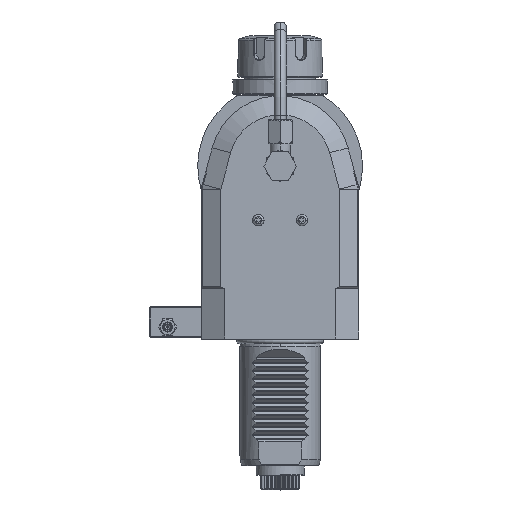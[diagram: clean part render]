
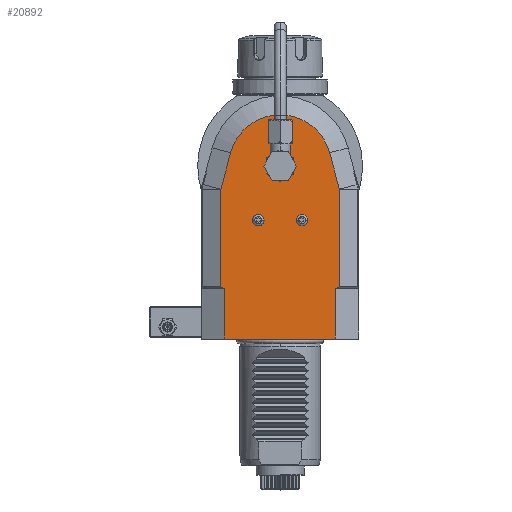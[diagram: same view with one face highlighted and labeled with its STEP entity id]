
A CAD part, top view. The second image highlights one B-rep face of the part: STEP entity #20892.
In plain terms, the highlighted planar face has unit normal (0, 0, 1).
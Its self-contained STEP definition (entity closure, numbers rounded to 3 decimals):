
#4853=DIRECTION('',(-1.,0.,0.));
#4854=VECTOR('',#4853,55.);
#4855=CARTESIAN_POINT('',(27.5,-86.,40.));
#4856=LINE('',#4855,#4854);
#5263=DIRECTION('',(0.,-1.,0.));
#5264=VECTOR('',#5263,25.);
#5265=CARTESIAN_POINT('',(27.5,-61.,40.));
#5266=LINE('',#5265,#5264);
#5267=DIRECTION('',(0.,1.,0.));
#5268=VECTOR('',#5267,25.);
#5269=CARTESIAN_POINT('',(-27.5,-86.,40.));
#5270=LINE('',#5269,#5268);
#5271=DIRECTION('',(0.894,-0.447,0.));
#5272=VECTOR('',#5271,2.236);
#5273=CARTESIAN_POINT('',(-29.5,-60.,40.));
#5274=LINE('',#5273,#5272);
#5275=DIRECTION('',(0.,-1.,0.));
#5276=VECTOR('',#5275,48.363);
#5277=CARTESIAN_POINT('',(-29.5,-11.637,40.));
#5278=LINE('',#5277,#5276);
#5279=CARTESIAN_POINT('',(-29.,-11.637,40.));
#5280=DIRECTION('',(0.,0.,1.));
#5281=DIRECTION('',(-0.966,0.259,0.));
#5282=AXIS2_PLACEMENT_3D('',#5279,#5280,#5281);
#5284=DIRECTION('',(-0.259,-0.966,0.));
#5285=VECTOR('',#5284,18.746);
#5286=CARTESIAN_POINT('',(-24.631,6.6,40.));
#5287=LINE('',#5286,#5285);
#5288=CARTESIAN_POINT('',(0.,0.,40.));
#5289=DIRECTION('',(0.,0.,1.));
#5290=DIRECTION('',(0.966,0.259,0.));
#5291=AXIS2_PLACEMENT_3D('',#5288,#5289,#5290);
#5293=DIRECTION('',(-0.259,0.966,0.));
#5294=VECTOR('',#5293,18.746);
#5295=CARTESIAN_POINT('',(29.483,-11.507,40.));
#5296=LINE('',#5295,#5294);
#5297=CARTESIAN_POINT('',(29.,-11.637,40.));
#5298=DIRECTION('',(0.,0.,1.));
#5299=DIRECTION('',(1.,0.,0.));
#5300=AXIS2_PLACEMENT_3D('',#5297,#5298,#5299);
#5302=DIRECTION('',(0.,1.,0.));
#5303=VECTOR('',#5302,48.363);
#5304=CARTESIAN_POINT('',(29.5,-60.,40.));
#5305=LINE('',#5304,#5303);
#5306=DIRECTION('',(0.894,0.447,0.));
#5307=VECTOR('',#5306,2.236);
#5308=CARTESIAN_POINT('',(27.5,-61.,40.));
#5309=LINE('',#5308,#5307);
#5310=CARTESIAN_POINT('',(0.,0.,40.));
#5311=DIRECTION('',(0.,0.,1.));
#5312=DIRECTION('',(1.,0.,0.));
#5313=AXIS2_PLACEMENT_3D('',#5310,#5311,#5312);
#5315=CARTESIAN_POINT('',(0.,0.,40.));
#5316=DIRECTION('',(0.,0.,1.));
#5317=DIRECTION('',(-1.,0.,0.));
#5318=AXIS2_PLACEMENT_3D('',#5315,#5316,#5317);
#5320=CARTESIAN_POINT('',(10.864,-26.888,40.));
#5321=DIRECTION('',(0.,0.,1.));
#5322=DIRECTION('',(-1.,0.,0.));
#5323=AXIS2_PLACEMENT_3D('',#5320,#5321,#5322);
#5325=CARTESIAN_POINT('',(10.864,-26.888,40.));
#5326=DIRECTION('',(0.,0.,1.));
#5327=DIRECTION('',(1.,0.,0.));
#5328=AXIS2_PLACEMENT_3D('',#5325,#5326,#5327);
#5330=CARTESIAN_POINT('',(-10.864,-26.888,40.));
#5331=DIRECTION('',(0.,0.,1.));
#5332=DIRECTION('',(-1.,0.,0.));
#5333=AXIS2_PLACEMENT_3D('',#5330,#5331,#5332);
#5335=CARTESIAN_POINT('',(-10.864,-26.888,40.));
#5336=DIRECTION('',(0.,0.,1.));
#5337=DIRECTION('',(1.,0.,0.));
#5338=AXIS2_PLACEMENT_3D('',#5335,#5336,#5337);
#15927=CARTESIAN_POINT('',(24.631,6.6,40.));
#15928=CARTESIAN_POINT('',(-24.631,6.6,40.));
#15929=VERTEX_POINT('',#15927);
#15930=VERTEX_POINT('',#15928);
#15935=CARTESIAN_POINT('',(-29.483,-11.507,40.));
#15936=VERTEX_POINT('',#15935);
#15937=CARTESIAN_POINT('',(29.483,-11.507,40.));
#15938=VERTEX_POINT('',#15937);
#15939=CARTESIAN_POINT('',(-29.5,-11.637,40.));
#15940=VERTEX_POINT('',#15939);
#15941=CARTESIAN_POINT('',(29.5,-11.637,40.));
#15942=VERTEX_POINT('',#15941);
#15960=CARTESIAN_POINT('',(29.5,-60.,40.));
#15962=VERTEX_POINT('',#15960);
#15969=CARTESIAN_POINT('',(-29.5,-60.,40.));
#15970=VERTEX_POINT('',#15969);
#16281=CARTESIAN_POINT('',(-13.714,-26.888,40.));
#16282=CARTESIAN_POINT('',(-8.014,-26.888,40.));
#16283=VERTEX_POINT('',#16281);
#16284=VERTEX_POINT('',#16282);
#16317=CARTESIAN_POINT('',(8.014,-26.888,40.));
#16318=CARTESIAN_POINT('',(13.714,-26.888,40.));
#16319=VERTEX_POINT('',#16317);
#16320=VERTEX_POINT('',#16318);
#16456=CARTESIAN_POINT('',(27.5,-61.,40.));
#16457=VERTEX_POINT('',#16456);
#16458=CARTESIAN_POINT('',(-27.5,-61.,40.));
#16459=VERTEX_POINT('',#16458);
#17083=CARTESIAN_POINT('',(6.5,0.,40.));
#17084=CARTESIAN_POINT('',(-6.5,0.,40.));
#17085=VERTEX_POINT('',#17083);
#17086=VERTEX_POINT('',#17084);
#17247=CARTESIAN_POINT('',(-27.5,-86.,40.));
#17249=VERTEX_POINT('',#17247);
#17252=CARTESIAN_POINT('',(27.5,-86.,40.));
#17254=VERTEX_POINT('',#17252);
#20846=CARTESIAN_POINT('',(0.,0.,40.));
#20847=DIRECTION('',(0.,0.,1.));
#20848=DIRECTION('',(1.,0.,0.));
#20849=AXIS2_PLACEMENT_3D('',#20846,#20847,#20848);
#20850=PLANE('',#20849);
#20851=ORIENTED_EDGE('',*,*,#20825,.T.);
#20852=ORIENTED_EDGE('',*,*,#20484,.T.);
#20854=ORIENTED_EDGE('',*,*,#20853,.T.);
#20856=ORIENTED_EDGE('',*,*,#20855,.F.);
#20858=ORIENTED_EDGE('',*,*,#20857,.F.);
#20860=ORIENTED_EDGE('',*,*,#20859,.F.);
#20862=ORIENTED_EDGE('',*,*,#20861,.F.);
#20864=ORIENTED_EDGE('',*,*,#20863,.F.);
#20866=ORIENTED_EDGE('',*,*,#20865,.F.);
#20868=ORIENTED_EDGE('',*,*,#20867,.F.);
#20870=ORIENTED_EDGE('',*,*,#20869,.F.);
#20871=ORIENTED_EDGE('',*,*,#20836,.F.);
#20872=EDGE_LOOP('',(#20851,#20852,#20854,#20856,#20858,#20860,#20862,#20864,
#20866,#20868,#20870,#20871));
#20873=FACE_OUTER_BOUND('',#20872,.F.);
#20875=ORIENTED_EDGE('',*,*,#20874,.T.);
#20877=ORIENTED_EDGE('',*,*,#20876,.T.);
#20878=EDGE_LOOP('',(#20875,#20877));
#20879=FACE_BOUND('',#20878,.F.);
#20881=ORIENTED_EDGE('',*,*,#20880,.T.);
#20883=ORIENTED_EDGE('',*,*,#20882,.T.);
#20884=EDGE_LOOP('',(#20881,#20883));
#20885=FACE_BOUND('',#20884,.F.);
#20887=ORIENTED_EDGE('',*,*,#20886,.T.);
#20889=ORIENTED_EDGE('',*,*,#20888,.T.);
#20890=EDGE_LOOP('',(#20887,#20889));
#20891=FACE_BOUND('',#20890,.F.);
#5283=CIRCLE('',#5282,0.5);
#5292=CIRCLE('',#5291,25.5);
#5301=CIRCLE('',#5300,0.5);
#5314=CIRCLE('',#5313,6.5);
#5319=CIRCLE('',#5318,6.5);
#5324=CIRCLE('',#5323,2.85);
#5329=CIRCLE('',#5328,2.85);
#5334=CIRCLE('',#5333,2.85);
#5339=CIRCLE('',#5338,2.85);
#20484=EDGE_CURVE('',#17254,#17249,#4856,.T.);
#20825=EDGE_CURVE('',#16457,#17254,#5266,.T.);
#20836=EDGE_CURVE('',#16457,#15962,#5309,.T.);
#20853=EDGE_CURVE('',#17249,#16459,#5270,.T.);
#20855=EDGE_CURVE('',#15970,#16459,#5274,.T.);
#20857=EDGE_CURVE('',#15940,#15970,#5278,.T.);
#20859=EDGE_CURVE('',#15936,#15940,#5283,.T.);
#20861=EDGE_CURVE('',#15930,#15936,#5287,.T.);
#20863=EDGE_CURVE('',#15929,#15930,#5292,.T.);
#20865=EDGE_CURVE('',#15938,#15929,#5296,.T.);
#20867=EDGE_CURVE('',#15942,#15938,#5301,.T.);
#20869=EDGE_CURVE('',#15962,#15942,#5305,.T.);
#20874=EDGE_CURVE('',#17085,#17086,#5314,.T.);
#20876=EDGE_CURVE('',#17086,#17085,#5319,.T.);
#20880=EDGE_CURVE('',#16319,#16320,#5324,.T.);
#20882=EDGE_CURVE('',#16320,#16319,#5329,.T.);
#20886=EDGE_CURVE('',#16283,#16284,#5334,.T.);
#20888=EDGE_CURVE('',#16284,#16283,#5339,.T.);
#20892=ADVANCED_FACE('',(#20873,#20879,#20885,#20891),#20850,.T.);
